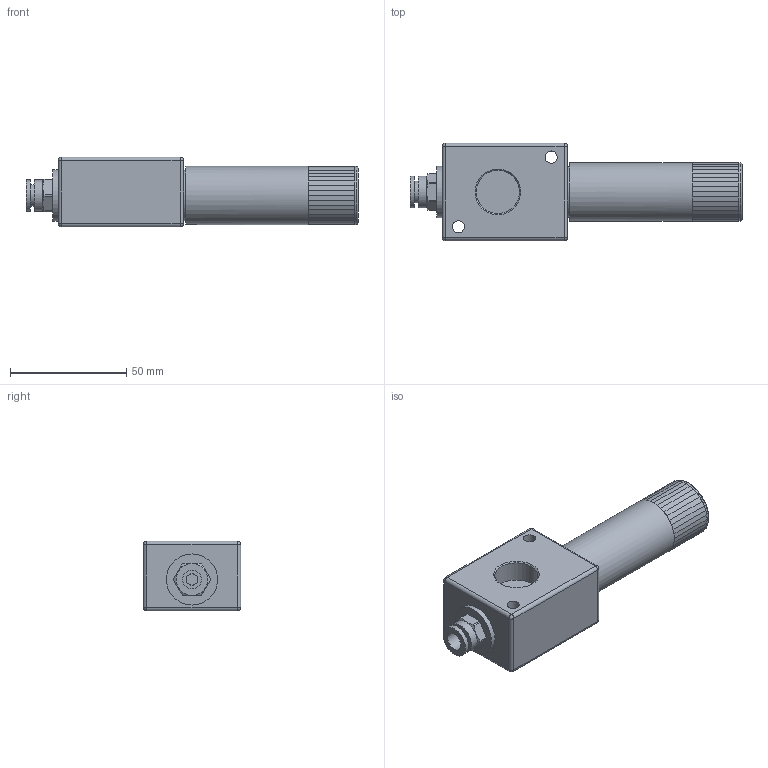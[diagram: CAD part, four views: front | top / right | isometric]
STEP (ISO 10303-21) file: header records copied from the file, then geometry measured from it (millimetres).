
FILE_DESCRIPTION(/* description */ (''),/* implementation_level */ '2;1');
FILE_NAME(/* name */ 'evk3b.stp',/* time_stamp */ '2021-02-26T12:12:30+01:00',/* author */ ('JosepM'),/* organization */ (''),/* preprocessor_version */ 'ST-DEVELOPER v17',/* originating_system */ 'Autodesk Inventor 2019',/* authorisation */ '');
FILE_SCHEMA (('AUTOMOTIVE_DESIGN { 1 0 10303 214 3 1 1 }'));
Length unit declared in the file: millimetre
Products named in the file (1): Pieza1
Bounding box: 142.9 x 42 x 30 mm (x, y, z)
Volume: 92320.8 mm3; surface area: 22700.1 mm2
Topology: 1 solids, 1 shells, 186 faces, 353 edges, 181 vertices
Faces by surface type: plane 134, cylinder 37, sphere 8, cone 6, torus 1
Full cylindrical faces by diameter (mm): 4.134 x2, 5 x1, 5.25 x2, 8 x1, 9 x2, 9.2 x1, 10 x1, 13.6 x2, 16 x1, 18.631 x2, 21.6 x1, 22 x1, 25 x2
Entity records: 4702 total; most frequent: DIRECTION 885, CARTESIAN_POINT 733, ORIENTED_EDGE 702, AXIS2_PLACEMENT_3D 354, EDGE_CURVE 351, EDGE_LOOP 204, FACE_OUTER_BOUND 186, ADVANCED_FACE 186
